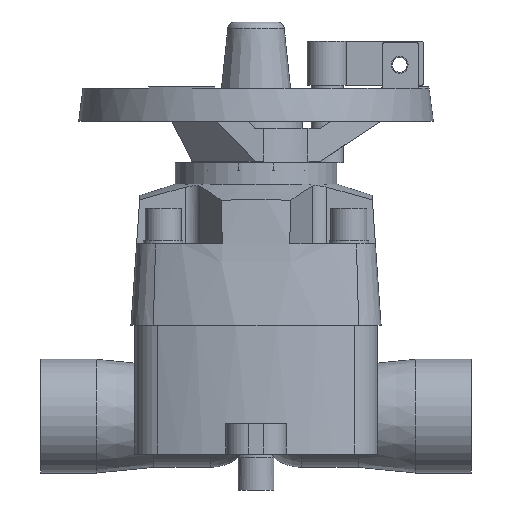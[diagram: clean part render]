
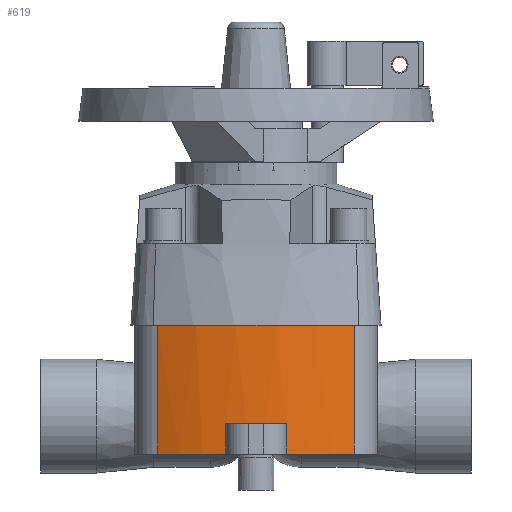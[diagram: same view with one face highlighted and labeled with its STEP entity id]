
A CAD part, front view. The second image highlights one B-rep face of the part: STEP entity #619.
In plain terms, the highlighted cylindrical face has radius 165 mm (diameter 330 mm), a partial arc.
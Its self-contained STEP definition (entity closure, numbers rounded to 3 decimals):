
#619=ADVANCED_FACE('',(#1347),#1348,.T.);
#1347=FACE_OUTER_BOUND('',#2175,.T.);
#1348=CYLINDRICAL_SURFACE('',#2176,165.0);
#2175=EDGE_LOOP('',(#4056,#4057,#4058,#4059,#4060,#4061,#4062,#4063));
#2176=AXIS2_PLACEMENT_3D('',#4064,#4065,#4066);
#4056=ORIENTED_EDGE('',*,*,#5662,.T.);
#4057=ORIENTED_EDGE('',*,*,#5602,.T.);
#4058=ORIENTED_EDGE('',*,*,#5680,.F.);
#4059=ORIENTED_EDGE('',*,*,#5681,.F.);
#4060=ORIENTED_EDGE('',*,*,#5677,.T.);
#4061=ORIENTED_EDGE('',*,*,#5608,.T.);
#4062=ORIENTED_EDGE('',*,*,#5655,.T.);
#4063=ORIENTED_EDGE('',*,*,#5645,.T.);
#4064=CARTESIAN_POINT('',(0.,77.,60.0));
#4065=DIRECTION('',(0.0,0.0,-1.0));
#4066=DIRECTION('',(0.393,-0.92,0.0));
#5602=EDGE_CURVE('',#6940,#6938,#6941,.T.);
#5608=EDGE_CURVE('',#6952,#6950,#6953,.T.);
#5645=EDGE_CURVE('',#7004,#7005,#7006,.T.);
#5655=EDGE_CURVE('',#6950,#7004,#7020,.T.);
#5662=EDGE_CURVE('',#7005,#6940,#7027,.T.);
#5677=EDGE_CURVE('',#7044,#6952,#7045,.T.);
#5680=EDGE_CURVE('',#7048,#6938,#7049,.T.);
#5681=EDGE_CURVE('',#7044,#7048,#7050,.T.);
#6938=VERTEX_POINT('',#9197);
#6940=VERTEX_POINT('',#9199);
#6941=CIRCLE('',#9200,165.0);
#6950=VERTEX_POINT('',#9211);
#6952=VERTEX_POINT('',#9214);
#6953=CIRCLE('',#9215,165.0);
#7004=VERTEX_POINT('',#9283);
#7005=VERTEX_POINT('',#9284);
#7006=CIRCLE('',#9285,165.0);
#7020=LINE('',#9304,#9305);
#7027=LINE('',#9315,#9316);
#7044=VERTEX_POINT('',#9338);
#7045=LINE('',#9339,#9340);
#7048=VERTEX_POINT('',#9343);
#7049=LINE('',#9344,#9345);
#7050=CIRCLE('',#9346,165.0);
#9197=CARTESIAN_POINT('',(64.821,-74.734,-25.0));
#9199=CARTESIAN_POINT('',(20.0,-86.783,-25.0));
#9200=AXIS2_PLACEMENT_3D('',#10834,#10835,#10836);
#9211=CARTESIAN_POINT('',(-20.0,-86.783,-25.0));
#9214=CARTESIAN_POINT('',(-64.821,-74.734,-25.0));
#9215=AXIS2_PLACEMENT_3D('',#10846,#10847,#10848);
#9283=CARTESIAN_POINT('',(-20.0,-86.783,-5.0));
#9284=CARTESIAN_POINT('',(20.0,-86.783,-5.0));
#9285=AXIS2_PLACEMENT_3D('',#10890,#10891,#10892);
#9304=CARTESIAN_POINT('',(-20.0,-86.783,-15.0));
#9305=VECTOR('',#10904,1.0);
#9315=CARTESIAN_POINT('',(20.0,-86.783,-15.0));
#9316=VECTOR('',#10908,1.0);
#9338=CARTESIAN_POINT('',(-64.821,-74.734,60.0));
#9339=CARTESIAN_POINT('',(-64.821,-74.734,60.0));
#9340=VECTOR('',#10920,1.0);
#9343=CARTESIAN_POINT('',(64.821,-74.734,60.0));
#9344=CARTESIAN_POINT('',(64.821,-74.734,60.0));
#9345=VECTOR('',#10924,1.0);
#9346=AXIS2_PLACEMENT_3D('',#10925,#10926,#10927);
#10834=CARTESIAN_POINT('',(0.,77.,-25.0));
#10835=DIRECTION('',(-0.0,0.0,1.0));
#10836=DIRECTION('',(0.393,-0.92,0.0));
#10846=CARTESIAN_POINT('',(0.,77.,-25.0));
#10847=DIRECTION('',(-0.0,0.0,1.0));
#10848=DIRECTION('',(0.393,-0.92,0.0));
#10890=CARTESIAN_POINT('',(0.,77.,-5.0));
#10891=DIRECTION('',(0.0,0.0,1.0));
#10892=DIRECTION('',(0.393,-0.92,0.0));
#10904=DIRECTION('',(-0.0,-0.0,1.0));
#10908=DIRECTION('',(0.0,0.0,-1.0));
#10920=DIRECTION('',(0.0,0.0,-1.0));
#10924=DIRECTION('',(0.0,0.0,-1.0));
#10925=CARTESIAN_POINT('',(0.,77.,60.0));
#10926=DIRECTION('',(0.0,0.0,1.0));
#10927=DIRECTION('',(0.393,-0.92,0.0));
